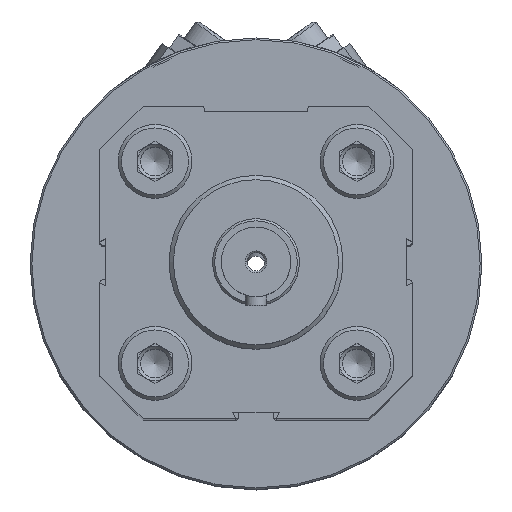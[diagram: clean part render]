
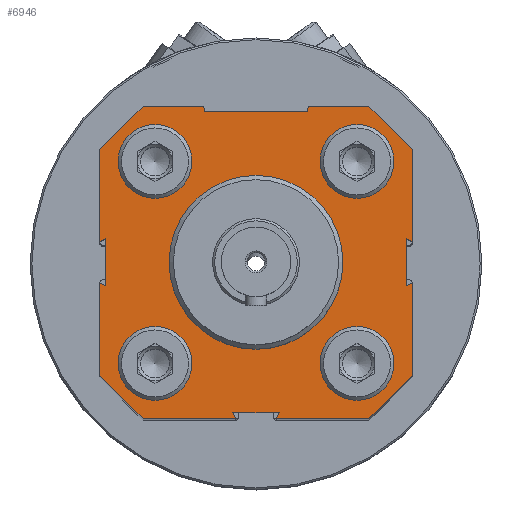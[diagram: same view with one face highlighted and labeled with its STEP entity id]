
A CAD part, top view. The second image highlights one B-rep face of the part: STEP entity #6946.
In plain terms, the highlighted face is planar.
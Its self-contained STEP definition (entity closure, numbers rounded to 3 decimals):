
#361=LINE('',#10649,#918);
#362=LINE('',#10652,#919);
#363=LINE('',#10654,#920);
#364=LINE('',#10656,#921);
#365=LINE('',#10658,#922);
#366=LINE('',#10660,#923);
#367=LINE('',#10662,#924);
#368=LINE('',#10664,#925);
#369=LINE('',#10666,#926);
#370=LINE('',#10668,#927);
#371=LINE('',#10670,#928);
#372=LINE('',#10672,#929);
#373=LINE('',#10674,#930);
#374=LINE('',#10676,#931);
#375=LINE('',#10678,#932);
#376=LINE('',#10680,#933);
#377=LINE('',#10682,#934);
#378=LINE('',#10684,#935);
#379=LINE('',#10686,#936);
#380=LINE('',#10688,#937);
#381=LINE('',#10690,#938);
#382=LINE('',#10692,#939);
#383=LINE('',#10694,#940);
#384=LINE('',#10696,#941);
#918=VECTOR('',#8388,1000.);
#919=VECTOR('',#8389,1000.);
#920=VECTOR('',#8390,1000.);
#921=VECTOR('',#8391,1000.);
#922=VECTOR('',#8392,1000.);
#923=VECTOR('',#8393,1000.);
#924=VECTOR('',#8394,1000.);
#925=VECTOR('',#8395,1000.);
#926=VECTOR('',#8396,1000.);
#927=VECTOR('',#8397,1000.);
#928=VECTOR('',#8398,1000.);
#929=VECTOR('',#8399,1000.);
#930=VECTOR('',#8400,1000.);
#931=VECTOR('',#8401,1000.);
#932=VECTOR('',#8402,1000.);
#933=VECTOR('',#8403,1000.);
#934=VECTOR('',#8404,1000.);
#935=VECTOR('',#8405,1000.);
#936=VECTOR('',#8406,1000.);
#937=VECTOR('',#8407,1000.);
#938=VECTOR('',#8408,1000.);
#939=VECTOR('',#8409,1000.);
#940=VECTOR('',#8410,1000.);
#941=VECTOR('',#8411,1000.);
#1475=ORIENTED_EDGE('',*,*,#3413,.F.);
#1476=ORIENTED_EDGE('',*,*,#3414,.F.);
#1477=ORIENTED_EDGE('',*,*,#3415,.F.);
#1478=ORIENTED_EDGE('',*,*,#3416,.F.);
#1479=ORIENTED_EDGE('',*,*,#3417,.F.);
#1480=ORIENTED_EDGE('',*,*,#3418,.F.);
#1481=ORIENTED_EDGE('',*,*,#3419,.F.);
#1482=ORIENTED_EDGE('',*,*,#3420,.F.);
#1483=ORIENTED_EDGE('',*,*,#3421,.F.);
#1484=ORIENTED_EDGE('',*,*,#3422,.F.);
#1485=ORIENTED_EDGE('',*,*,#3423,.F.);
#1486=ORIENTED_EDGE('',*,*,#3424,.F.);
#1487=ORIENTED_EDGE('',*,*,#3425,.F.);
#1488=ORIENTED_EDGE('',*,*,#3426,.F.);
#1489=ORIENTED_EDGE('',*,*,#3427,.F.);
#1490=ORIENTED_EDGE('',*,*,#3428,.F.);
#1491=ORIENTED_EDGE('',*,*,#3429,.F.);
#1492=ORIENTED_EDGE('',*,*,#3430,.F.);
#1493=ORIENTED_EDGE('',*,*,#3431,.F.);
#1494=ORIENTED_EDGE('',*,*,#3432,.F.);
#1495=ORIENTED_EDGE('',*,*,#3433,.F.);
#1496=ORIENTED_EDGE('',*,*,#3434,.F.);
#1497=ORIENTED_EDGE('',*,*,#3435,.F.);
#1498=ORIENTED_EDGE('',*,*,#3436,.F.);
#1499=ORIENTED_EDGE('',*,*,#3437,.F.);
#1500=ORIENTED_EDGE('',*,*,#3438,.F.);
#1501=ORIENTED_EDGE('',*,*,#3439,.F.);
#1502=ORIENTED_EDGE('',*,*,#3440,.F.);
#1503=ORIENTED_EDGE('',*,*,#3441,.F.);
#3413=EDGE_CURVE('',#4382,#4382,#5070,.T.);
#3414=EDGE_CURVE('',#4383,#4383,#5071,.T.);
#3415=EDGE_CURVE('',#4384,#4384,#5072,.F.);
#3416=EDGE_CURVE('',#4385,#4386,#361,.T.);
#3417=EDGE_CURVE('',#4387,#4385,#362,.T.);
#3418=EDGE_CURVE('',#4388,#4387,#363,.T.);
#3419=EDGE_CURVE('',#4389,#4388,#364,.T.);
#3420=EDGE_CURVE('',#4390,#4389,#365,.T.);
#3421=EDGE_CURVE('',#4391,#4390,#366,.T.);
#3422=EDGE_CURVE('',#4392,#4391,#367,.T.);
#3423=EDGE_CURVE('',#4393,#4392,#368,.T.);
#3424=EDGE_CURVE('',#4394,#4393,#369,.T.);
#3425=EDGE_CURVE('',#4395,#4394,#370,.T.);
#3426=EDGE_CURVE('',#4396,#4395,#371,.T.);
#3427=EDGE_CURVE('',#4397,#4396,#372,.T.);
#3428=EDGE_CURVE('',#4398,#4397,#373,.T.);
#3429=EDGE_CURVE('',#4399,#4398,#374,.T.);
#3430=EDGE_CURVE('',#4400,#4399,#375,.T.);
#3431=EDGE_CURVE('',#4401,#4400,#376,.T.);
#3432=EDGE_CURVE('',#4402,#4401,#377,.T.);
#3433=EDGE_CURVE('',#4403,#4402,#378,.T.);
#3434=EDGE_CURVE('',#4404,#4403,#379,.T.);
#3435=EDGE_CURVE('',#4405,#4404,#380,.T.);
#3436=EDGE_CURVE('',#4406,#4405,#381,.T.);
#3437=EDGE_CURVE('',#4407,#4406,#382,.T.);
#3438=EDGE_CURVE('',#4408,#4407,#383,.T.);
#3439=EDGE_CURVE('',#4386,#4408,#384,.T.);
#3440=EDGE_CURVE('',#4409,#4409,#5073,.T.);
#3441=EDGE_CURVE('',#4410,#4410,#5074,.T.);
#4382=VERTEX_POINT('',#10644);
#4383=VERTEX_POINT('',#10646);
#4384=VERTEX_POINT('',#10648);
#4385=VERTEX_POINT('',#10650);
#4386=VERTEX_POINT('',#10651);
#4387=VERTEX_POINT('',#10653);
#4388=VERTEX_POINT('',#10655);
#4389=VERTEX_POINT('',#10657);
#4390=VERTEX_POINT('',#10659);
#4391=VERTEX_POINT('',#10661);
#4392=VERTEX_POINT('',#10663);
#4393=VERTEX_POINT('',#10665);
#4394=VERTEX_POINT('',#10667);
#4395=VERTEX_POINT('',#10669);
#4396=VERTEX_POINT('',#10671);
#4397=VERTEX_POINT('',#10673);
#4398=VERTEX_POINT('',#10675);
#4399=VERTEX_POINT('',#10677);
#4400=VERTEX_POINT('',#10679);
#4401=VERTEX_POINT('',#10681);
#4402=VERTEX_POINT('',#10683);
#4403=VERTEX_POINT('',#10685);
#4404=VERTEX_POINT('',#10687);
#4405=VERTEX_POINT('',#10689);
#4406=VERTEX_POINT('',#10691);
#4407=VERTEX_POINT('',#10693);
#4408=VERTEX_POINT('',#10695);
#4409=VERTEX_POINT('',#10698);
#4410=VERTEX_POINT('',#10700);
#5070=CIRCLE('',#7527,8.5);
#5071=CIRCLE('',#7528,8.5);
#5072=CIRCLE('',#7529,20.);
#5073=CIRCLE('',#7530,8.5);
#5074=CIRCLE('',#7531,8.5);
#5452=EDGE_LOOP('',(#1475));
#5453=EDGE_LOOP('',(#1476));
#5454=EDGE_LOOP('',(#1477));
#5455=EDGE_LOOP('',(#1478,#1479,#1480,#1481,#1482,#1483,#1484,#1485,#1486,
#1487,#1488,#1489,#1490,#1491,#1492,#1493,#1494,#1495,#1496,#1497,#1498,
#1499,#1500,#1501));
#5456=EDGE_LOOP('',(#1502));
#5457=EDGE_LOOP('',(#1503));
#6077=FACE_BOUND('',#5452,.T.);
#6078=FACE_BOUND('',#5453,.T.);
#6079=FACE_BOUND('',#5454,.T.);
#6080=FACE_BOUND('',#5455,.T.);
#6081=FACE_BOUND('',#5456,.T.);
#6082=FACE_BOUND('',#5457,.T.);
#6710=PLANE('',#7526);
#6946=ADVANCED_FACE('',(#6077,#6078,#6079,#6080,#6081,#6082),#6710,.F.);
#7526=AXIS2_PLACEMENT_3D('',#10642,#8380,#8381);
#7527=AXIS2_PLACEMENT_3D('',#10643,#8382,#8383);
#7528=AXIS2_PLACEMENT_3D('',#10645,#8384,#8385);
#7529=AXIS2_PLACEMENT_3D('',#10647,#8386,#8387);
#7530=AXIS2_PLACEMENT_3D('',#10697,#8412,#8413);
#7531=AXIS2_PLACEMENT_3D('',#10699,#8414,#8415);
#8380=DIRECTION('',(1.,0.,0.));
#8381=DIRECTION('',(0.,0.,-1.));
#8382=DIRECTION('',(-1.,0.,0.));
#8383=DIRECTION('',(0.,0.,1.));
#8384=DIRECTION('',(-1.,0.,0.));
#8385=DIRECTION('',(0.,0.,1.));
#8386=DIRECTION('',(1.,0.,0.));
#8387=DIRECTION('',(0.,0.,-1.));
#8388=DIRECTION('',(0.,-1.,0.));
#8389=DIRECTION('',(0.,0.429,0.903));
#8390=DIRECTION('',(0.,-1.,0.));
#8391=DIRECTION('',(0.,0.429,-0.903));
#8392=DIRECTION('',(0.,-1.,0.));
#8393=DIRECTION('',(0.,-0.707,0.707));
#8394=DIRECTION('',(0.,0.,1.));
#8395=DIRECTION('',(0.,0.996,0.087));
#8396=DIRECTION('',(0.,0.,1.));
#8397=DIRECTION('',(0.,-0.996,0.087));
#8398=DIRECTION('',(0.,0.,1.));
#8399=DIRECTION('',(0.,0.707,0.707));
#8400=DIRECTION('',(0.,1.,0.));
#8401=DIRECTION('',(0.,-0.429,-0.903));
#8402=DIRECTION('',(0.,1.,0.));
#8403=DIRECTION('',(0.,-0.429,0.903));
#8404=DIRECTION('',(0.,1.,0.));
#8405=DIRECTION('',(0.,0.707,-0.707));
#8406=DIRECTION('',(0.,0.,-1.));
#8407=DIRECTION('',(0.,-0.903,0.429));
#8408=DIRECTION('',(0.,0.,-1.));
#8409=DIRECTION('',(0.,0.903,0.429));
#8410=DIRECTION('',(0.,0.,-1.));
#8411=DIRECTION('',(0.,-0.707,-0.707));
#8412=DIRECTION('',(-1.,0.,0.));
#8413=DIRECTION('',(0.,0.,1.));
#8414=DIRECTION('',(-1.,0.,0.));
#8415=DIRECTION('',(0.,0.,1.));
#10642=CARTESIAN_POINT('',(-280.,0.,0.));
#10643=CARTESIAN_POINT('',(-280.,-23.25,23.25));
#10644=CARTESIAN_POINT('',(-280.,-23.25,31.75));
#10645=CARTESIAN_POINT('',(-280.,23.25,-23.25));
#10646=CARTESIAN_POINT('',(-280.,23.25,-14.75));
#10647=CARTESIAN_POINT('',(-280.,0.,0.));
#10648=CARTESIAN_POINT('',(-280.,0.,-20.));
#10649=CARTESIAN_POINT('',(-280.,-4.716,36.));
#10650=CARTESIAN_POINT('',(-280.,-4.716,36.));
#10651=CARTESIAN_POINT('',(-280.,-26.,36.));
#10652=CARTESIAN_POINT('',(-280.,-5.4,34.56));
#10653=CARTESIAN_POINT('',(-280.,-5.4,34.56));
#10654=CARTESIAN_POINT('',(-280.,5.4,34.56));
#10655=CARTESIAN_POINT('',(-280.,5.4,34.56));
#10656=CARTESIAN_POINT('',(-280.,4.716,36.));
#10657=CARTESIAN_POINT('',(-280.,4.716,36.));
#10658=CARTESIAN_POINT('',(-280.,26.,36.));
#10659=CARTESIAN_POINT('',(-280.,26.,36.));
#10660=CARTESIAN_POINT('',(-280.,36.,26.));
#10661=CARTESIAN_POINT('',(-280.,36.,26.));
#10662=CARTESIAN_POINT('',(-280.,36.,12.));
#10663=CARTESIAN_POINT('',(-280.,36.,12.));
#10664=CARTESIAN_POINT('',(-280.,34.704,11.887));
#10665=CARTESIAN_POINT('',(-280.,34.704,11.887));
#10666=CARTESIAN_POINT('',(-280.,34.704,-11.887));
#10667=CARTESIAN_POINT('',(-280.,34.704,-11.887));
#10668=CARTESIAN_POINT('',(-280.,36.,-12.));
#10669=CARTESIAN_POINT('',(-280.,36.,-12.));
#10670=CARTESIAN_POINT('',(-280.,36.,-26.));
#10671=CARTESIAN_POINT('',(-280.,36.,-26.));
#10672=CARTESIAN_POINT('',(-280.,26.,-36.));
#10673=CARTESIAN_POINT('',(-280.,26.,-36.));
#10674=CARTESIAN_POINT('',(-280.,4.716,-36.));
#10675=CARTESIAN_POINT('',(-280.,4.716,-36.));
#10676=CARTESIAN_POINT('',(-280.,5.4,-34.56));
#10677=CARTESIAN_POINT('',(-280.,5.4,-34.56));
#10678=CARTESIAN_POINT('',(-280.,-5.4,-34.56));
#10679=CARTESIAN_POINT('',(-280.,-5.4,-34.56));
#10680=CARTESIAN_POINT('',(-280.,-4.716,-36.));
#10681=CARTESIAN_POINT('',(-280.,-4.716,-36.));
#10682=CARTESIAN_POINT('',(-280.,-26.,-36.));
#10683=CARTESIAN_POINT('',(-280.,-26.,-36.));
#10684=CARTESIAN_POINT('',(-280.,-36.,-26.));
#10685=CARTESIAN_POINT('',(-280.,-36.,-26.));
#10686=CARTESIAN_POINT('',(-280.,-36.,-4.716));
#10687=CARTESIAN_POINT('',(-280.,-36.,-4.716));
#10688=CARTESIAN_POINT('',(-280.,-34.56,-5.4));
#10689=CARTESIAN_POINT('',(-280.,-34.56,-5.4));
#10690=CARTESIAN_POINT('',(-280.,-34.56,5.4));
#10691=CARTESIAN_POINT('',(-280.,-34.56,5.4));
#10692=CARTESIAN_POINT('',(-280.,-36.,4.716));
#10693=CARTESIAN_POINT('',(-280.,-36.,4.716));
#10694=CARTESIAN_POINT('',(-280.,-36.,26.));
#10695=CARTESIAN_POINT('',(-280.,-36.,26.));
#10696=CARTESIAN_POINT('',(-280.,-26.,36.));
#10697=CARTESIAN_POINT('',(-280.,-23.25,-23.25));
#10698=CARTESIAN_POINT('',(-280.,-23.25,-14.75));
#10699=CARTESIAN_POINT('',(-280.,23.25,23.25));
#10700=CARTESIAN_POINT('',(-280.,23.25,31.75));
